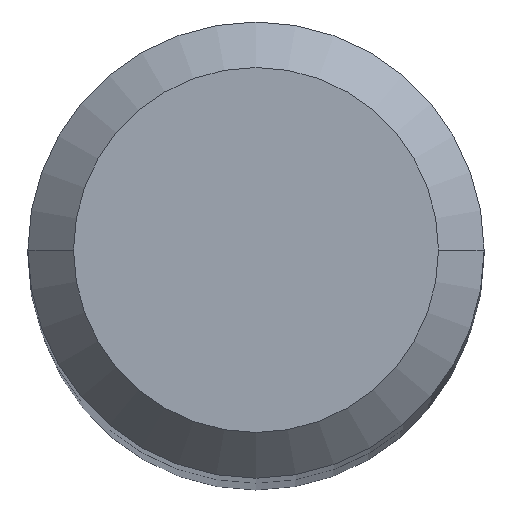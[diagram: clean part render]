
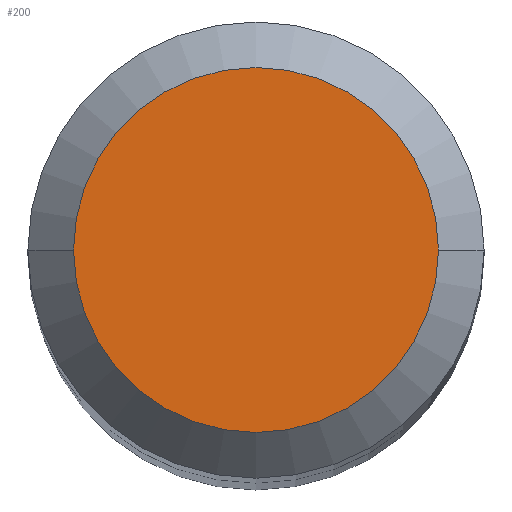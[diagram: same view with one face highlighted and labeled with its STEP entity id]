
A CAD part, top view. The second image highlights one B-rep face of the part: STEP entity #200.
In plain terms, the highlighted planar face has unit normal (0, 0, 1).
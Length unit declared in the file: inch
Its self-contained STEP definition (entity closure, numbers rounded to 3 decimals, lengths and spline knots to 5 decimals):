
#17 = DIRECTION ( 'NONE',  ( 1., 0., 0. ) ) ;
#42 = EDGE_LOOP ( 'NONE', ( #205, #389 ) ) ;
#94 = EDGE_CURVE ( 'NONE', #413, #135, #301, .T. ) ;
#135 = VERTEX_POINT ( 'NONE', #239 ) ;
#171 = DIRECTION ( 'NONE',  ( 0., 0., -1. ) ) ;
#200 = ADVANCED_FACE ( 'NONE', ( #307 ), #418, .F. ) ;
#202 = CARTESIAN_POINT ( 'NONE',  ( 0., 0., 0. ) ) ;
#205 = ORIENTED_EDGE ( 'NONE', *, *, #94, .T. ) ;
#207 = DIRECTION ( 'NONE',  ( -1., 0., 0. ) ) ;
#227 = CARTESIAN_POINT ( 'NONE',  ( -0.09448, 0., 0. ) ) ;
#239 = CARTESIAN_POINT ( 'NONE',  ( 0.09448, 0., 0. ) ) ;
#292 = EDGE_CURVE ( 'NONE', #135, #413, #342, .T. ) ;
#301 = CIRCLE ( 'NONE', #367, 0.09448 ) ;
#307 = FACE_OUTER_BOUND ( 'NONE', #42, .T. ) ;
#342 = CIRCLE ( 'NONE', #351, 0.09448 ) ;
#351 = AXIS2_PLACEMENT_3D ( 'NONE', #397, #437, #17 ) ;
#367 = AXIS2_PLACEMENT_3D ( 'NONE', #467, #393, #422 ) ;
#389 = ORIENTED_EDGE ( 'NONE', *, *, #292, .T. ) ;
#393 = DIRECTION ( 'NONE',  ( 0., 0., 1. ) ) ;
#397 = CARTESIAN_POINT ( 'NONE',  ( 0., 0., 0. ) ) ;
#413 = VERTEX_POINT ( 'NONE', #227 ) ;
#418 = PLANE ( 'NONE',  #429 ) ;
#422 = DIRECTION ( 'NONE',  ( 1., 0., 0. ) ) ;
#429 = AXIS2_PLACEMENT_3D ( 'NONE', #202, #171, #207 ) ;
#437 = DIRECTION ( 'NONE',  ( 0., 0., 1. ) ) ;
#467 = CARTESIAN_POINT ( 'NONE',  ( 0., 0., 0. ) ) ;
